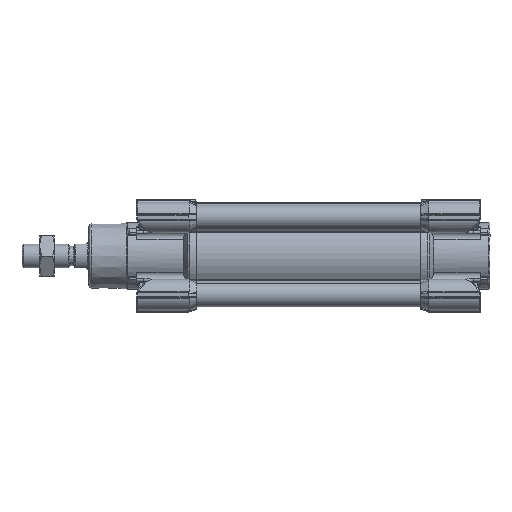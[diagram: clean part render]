
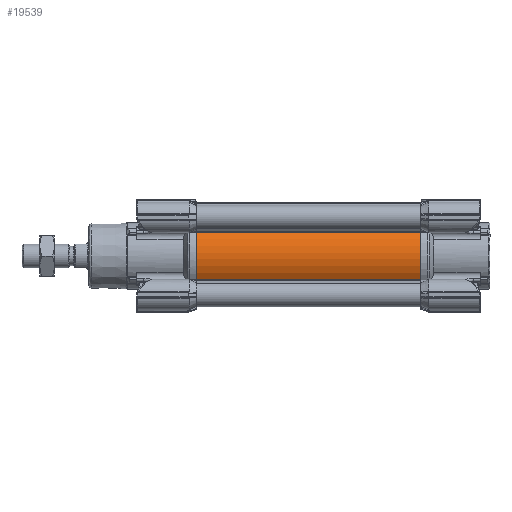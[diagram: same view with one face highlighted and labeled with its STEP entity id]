
A CAD part, left-side view. The second image highlights one B-rep face of the part: STEP entity #19539.
In plain terms, the highlighted cylindrical face has radius 17.5 mm (diameter 35 mm), a partial arc.
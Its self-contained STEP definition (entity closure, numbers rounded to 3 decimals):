
#1134 = VERTEX_POINT ( 'NONE', #40107 ) ;
#8279 = DIRECTION ( 'NONE',  ( 0., 1., 0. ) ) ;
#14588 = LINE ( 'NONE', #104890, #112998 ) ;
#17278 = CARTESIAN_POINT ( 'NONE',  ( -14.587, 25., 9.667 ) ) ;
#17362 = CARTESIAN_POINT ( 'NONE',  ( 0., 75., 0. ) ) ;
#19539 = ADVANCED_FACE ( 'NONE', ( #118372 ), #43912, .T. ) ;
#23638 = DIRECTION ( 'NONE',  ( 0., 1., 0. ) ) ;
#25212 = DIRECTION ( 'NONE',  ( -1., 0., 0. ) ) ;
#30086 = CARTESIAN_POINT ( 'NONE',  ( -14.587, 75., -9.667 ) ) ;
#30522 = DIRECTION ( 'NONE',  ( 1., 0., 0. ) ) ;
#33393 = ORIENTED_EDGE ( 'NONE', *, *, #39206, .F. ) ;
#35228 = ORIENTED_EDGE ( 'NONE', *, *, #115975, .F. ) ;
#37387 = VERTEX_POINT ( 'NONE', #68034 ) ;
#39149 = DIRECTION ( 'NONE',  ( 0., 1., 0. ) ) ;
#39206 = EDGE_CURVE ( 'NONE', #1134, #37387, #40333, .T. ) ;
#40107 = CARTESIAN_POINT ( 'NONE',  ( -14.587, 25., -9.667 ) ) ;
#40333 = LINE ( 'NONE', #30086, #82185 ) ;
#41952 = ORIENTED_EDGE ( 'NONE', *, *, #56617, .T. ) ;
#43912 = CYLINDRICAL_SURFACE ( 'NONE', #84831, 17.5 ) ;
#44297 = AXIS2_PLACEMENT_3D ( 'NONE', #84677, #48027, #30522 ) ;
#48027 = DIRECTION ( 'NONE',  ( 0., -1., 0. ) ) ;
#50482 = CARTESIAN_POINT ( 'NONE',  ( 0., 119., 0. ) ) ;
#54082 = ORIENTED_EDGE ( 'NONE', *, *, #91437, .T. ) ;
#56617 = EDGE_CURVE ( 'NONE', #79547, #84252, #14588, .T. ) ;
#58912 = DIRECTION ( 'NONE',  ( 0., -1., 0. ) ) ;
#63472 = CARTESIAN_POINT ( 'NONE',  ( -14.587, 119., 9.667 ) ) ;
#68034 = CARTESIAN_POINT ( 'NONE',  ( -14.587, 119., -9.667 ) ) ;
#79547 = VERTEX_POINT ( 'NONE', #17278 ) ;
#82185 = VECTOR ( 'NONE', #39149, 1000. ) ;
#84252 = VERTEX_POINT ( 'NONE', #63472 ) ;
#84518 = CIRCLE ( 'NONE', #44297, 17.5 ) ;
#84677 = CARTESIAN_POINT ( 'NONE',  ( 0., 25., 0. ) ) ;
#84831 = AXIS2_PLACEMENT_3D ( 'NONE', #17362, #8279, #25212 ) ;
#85266 = EDGE_LOOP ( 'NONE', ( #54082, #33393, #35228, #41952 ) ) ;
#85498 = AXIS2_PLACEMENT_3D ( 'NONE', #50482, #58912, #104024 ) ;
#89241 = CIRCLE ( 'NONE', #85498, 17.5 ) ;
#91437 = EDGE_CURVE ( 'NONE', #84252, #37387, #89241, .T. ) ;
#104024 = DIRECTION ( 'NONE',  ( 1., 0., 0. ) ) ;
#104890 = CARTESIAN_POINT ( 'NONE',  ( -14.587, 75., 9.667 ) ) ;
#112998 = VECTOR ( 'NONE', #23638, 1000. ) ;
#115975 = EDGE_CURVE ( 'NONE', #79547, #1134, #84518, .T. ) ;
#118372 = FACE_OUTER_BOUND ( 'NONE', #85266, .T. ) ;
